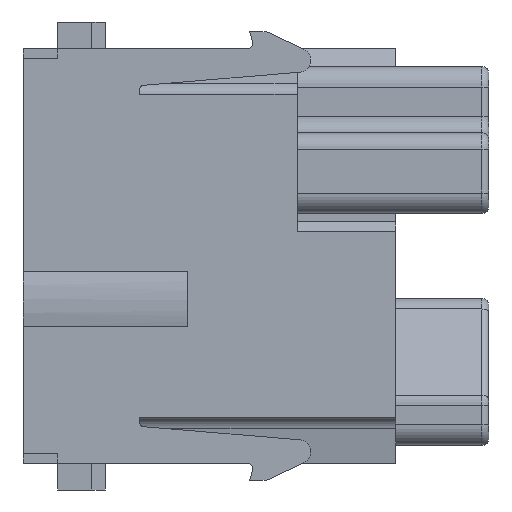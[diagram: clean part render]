
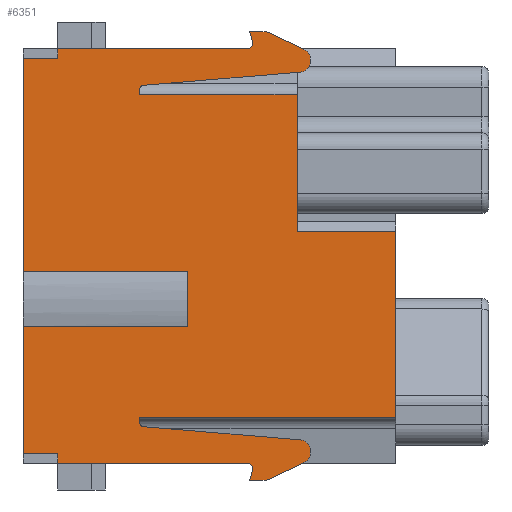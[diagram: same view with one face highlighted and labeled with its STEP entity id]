
A CAD part, left-side view. The second image highlights one B-rep face of the part: STEP entity #6351.
In plain terms, the highlighted planar face has unit normal (-1, 0, 0).
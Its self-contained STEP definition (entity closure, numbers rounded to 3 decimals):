
#160=DIRECTION('',(0.,0.,-1.));
#161=VECTOR('',#160,9.3);
#162=CARTESIAN_POINT('',(-14.65,0.,-5.15));
#163=LINE('',#162,#161);
#225=DIRECTION('',(0.,0.,-1.));
#226=VECTOR('',#225,15.6);
#227=CARTESIAN_POINT('',(-14.65,0.,14.45));
#228=LINE('',#227,#226);
#919=DIRECTION('',(0.,0.,1.));
#920=VECTOR('',#919,13.6);
#921=CARTESIAN_POINT('',(-14.65,-27.2,-11.8));
#922=LINE('',#921,#920);
#1417=DIRECTION('',(0.,-1.,0.));
#1418=VECTOR('',#1417,13.85);
#1419=CARTESIAN_POINT('',(-14.65,-2.5,15.15));
#1420=LINE('',#1419,#1418);
#1510=DIRECTION('',(0.,0.,1.));
#1511=VECTOR('',#1510,10.);
#1512=CARTESIAN_POINT('',(-14.65,-20.,1.8));
#1513=LINE('',#1512,#1511);
#1514=DIRECTION('',(0.,1.,0.));
#1515=VECTOR('',#1514,7.2);
#1516=CARTESIAN_POINT('',(-14.65,-27.2,1.8));
#1517=LINE('',#1516,#1515);
#1518=DIRECTION('',(0.,-1.,0.));
#1519=VECTOR('',#1518,18.7);
#1520=CARTESIAN_POINT('',(-14.65,-8.5,-11.8));
#1521=LINE('',#1520,#1519);
#1522=DIRECTION('',(0.,0.,-1.));
#1523=VECTOR('',#1522,0.374);
#1524=CARTESIAN_POINT('',(-14.65,-8.5,-11.8));
#1525=LINE('',#1524,#1523);
#1526=CARTESIAN_POINT('',(-14.65,-8.8,-12.174));
#1527=DIRECTION('',(-1.,0.,0.));
#1528=DIRECTION('',(0.,1.,0.));
#1529=AXIS2_PLACEMENT_3D('',#1526,#1527,#1528);
#1531=DIRECTION('',(0.,-0.996,-0.084));
#1532=VECTOR('',#1531,11.44);
#1533=CARTESIAN_POINT('',(-14.65,-8.775,-12.473));
#1534=LINE('',#1533,#1532);
#1535=CARTESIAN_POINT('',(-14.65,-20.1,-14.317));
#1536=DIRECTION('',(1.,0.,0.));
#1537=DIRECTION('',(0.,-0.084,0.996));
#1538=AXIS2_PLACEMENT_3D('',#1535,#1536,#1537);
#1540=DIRECTION('',(0.,0.906,-0.423));
#1541=VECTOR('',#1540,3.023);
#1542=CARTESIAN_POINT('',(-14.65,-20.476,-15.123));
#1543=LINE('',#1542,#1541);
#1544=DIRECTION('',(0.,1.,0.));
#1545=VECTOR('',#1544,1.2);
#1546=CARTESIAN_POINT('',(-14.65,-17.736,-16.4));
#1547=LINE('',#1546,#1545);
#1548=DIRECTION('',(0.,-0.259,0.966));
#1549=VECTOR('',#1548,0.773);
#1550=CARTESIAN_POINT('',(-14.65,-16.536,-16.4));
#1551=LINE('',#1550,#1549);
#1552=CARTESIAN_POINT('',(-14.65,-16.35,-15.55));
#1553=DIRECTION('',(-1.,0.,0.));
#1554=DIRECTION('',(0.,-0.966,-0.259));
#1555=AXIS2_PLACEMENT_3D('',#1552,#1553,#1554);
#1557=DIRECTION('',(0.,0.,-1.));
#1558=VECTOR('',#1557,0.7);
#1559=CARTESIAN_POINT('',(-14.65,-2.5,-14.45));
#1560=LINE('',#1559,#1558);
#1561=DIRECTION('',(0.,-1.,0.));
#1562=VECTOR('',#1561,2.5);
#1563=CARTESIAN_POINT('',(-14.65,0.,-14.45));
#1564=LINE('',#1563,#1562);
#1565=DIRECTION('',(0.,-1.,0.));
#1566=VECTOR('',#1565,12.);
#1567=CARTESIAN_POINT('',(-14.65,0.,-5.15));
#1568=LINE('',#1567,#1566);
#1569=DIRECTION('',(0.,0.,1.));
#1570=VECTOR('',#1569,4.);
#1571=CARTESIAN_POINT('',(-14.65,-12.,-5.15));
#1572=LINE('',#1571,#1570);
#1573=DIRECTION('',(0.,-1.,0.));
#1574=VECTOR('',#1573,12.);
#1575=CARTESIAN_POINT('',(-14.65,0.,-1.15));
#1576=LINE('',#1575,#1574);
#1577=DIRECTION('',(0.,-1.,0.));
#1578=VECTOR('',#1577,2.5);
#1579=CARTESIAN_POINT('',(-14.65,0.,14.45));
#1580=LINE('',#1579,#1578);
#1581=DIRECTION('',(0.,0.,-1.));
#1582=VECTOR('',#1581,0.7);
#1583=CARTESIAN_POINT('',(-14.65,-2.5,15.15));
#1584=LINE('',#1583,#1582);
#1585=CARTESIAN_POINT('',(-14.65,-16.35,15.55));
#1586=DIRECTION('',(-1.,0.,0.));
#1587=DIRECTION('',(0.,0.,-1.));
#1588=AXIS2_PLACEMENT_3D('',#1585,#1586,#1587);
#1590=DIRECTION('',(0.,0.259,0.966));
#1591=VECTOR('',#1590,0.773);
#1592=CARTESIAN_POINT('',(-14.65,-16.736,15.654));
#1593=LINE('',#1592,#1591);
#1594=DIRECTION('',(0.,-1.,0.));
#1595=VECTOR('',#1594,1.2);
#1596=CARTESIAN_POINT('',(-14.65,-16.536,16.4));
#1597=LINE('',#1596,#1595);
#1598=DIRECTION('',(0.,-0.906,-0.423));
#1599=VECTOR('',#1598,3.023);
#1600=CARTESIAN_POINT('',(-14.65,-17.736,16.4));
#1601=LINE('',#1600,#1599);
#1602=CARTESIAN_POINT('',(-14.65,-20.1,14.317));
#1603=DIRECTION('',(1.,0.,0.));
#1604=DIRECTION('',(0.,-0.423,0.906));
#1605=AXIS2_PLACEMENT_3D('',#1602,#1603,#1604);
#1607=DIRECTION('',(0.,0.996,-0.084));
#1608=VECTOR('',#1607,11.44);
#1609=CARTESIAN_POINT('',(-14.65,-20.174,13.43));
#1610=LINE('',#1609,#1608);
#1611=CARTESIAN_POINT('',(-14.65,-8.8,12.174));
#1612=DIRECTION('',(-1.,0.,0.));
#1613=DIRECTION('',(0.,0.084,0.996));
#1614=AXIS2_PLACEMENT_3D('',#1611,#1612,#1613);
#1616=DIRECTION('',(0.,0.,-1.));
#1617=VECTOR('',#1616,0.374);
#1618=CARTESIAN_POINT('',(-14.65,-8.5,12.174));
#1619=LINE('',#1618,#1617);
#1620=DIRECTION('',(0.,-1.,0.));
#1621=VECTOR('',#1620,11.5);
#1622=CARTESIAN_POINT('',(-14.65,-8.5,11.8));
#1623=LINE('',#1622,#1621);
#1716=DIRECTION('',(0.,1.,0.));
#1717=VECTOR('',#1716,13.85);
#1718=CARTESIAN_POINT('',(-14.65,-16.35,-15.15));
#1719=LINE('',#1718,#1717);
#3904=CARTESIAN_POINT('',(-14.65,-12.,-5.15));
#3905=CARTESIAN_POINT('',(-14.65,-12.,-1.15));
#3906=VERTEX_POINT('',#3904);
#3907=VERTEX_POINT('',#3905);
#3908=CARTESIAN_POINT('',(-14.65,0.,-1.15));
#3909=VERTEX_POINT('',#3908);
#3910=CARTESIAN_POINT('',(-14.65,0.,-5.15));
#3911=VERTEX_POINT('',#3910);
#3942=CARTESIAN_POINT('',(-14.65,0.,14.45));
#3944=VERTEX_POINT('',#3942);
#3960=CARTESIAN_POINT('',(-14.65,0.,-14.45));
#3962=VERTEX_POINT('',#3960);
#3968=CARTESIAN_POINT('',(-14.65,-2.5,15.15));
#3969=CARTESIAN_POINT('',(-14.65,-2.5,14.45));
#3970=VERTEX_POINT('',#3968);
#3971=VERTEX_POINT('',#3969);
#3972=CARTESIAN_POINT('',(-14.65,-2.5,-14.45));
#3973=CARTESIAN_POINT('',(-14.65,-2.5,-15.15));
#3974=VERTEX_POINT('',#3972);
#3975=VERTEX_POINT('',#3973);
#4218=CARTESIAN_POINT('',(-14.65,-8.5,-11.8));
#4219=CARTESIAN_POINT('',(-14.65,-27.2,-11.8));
#4220=VERTEX_POINT('',#4218);
#4221=VERTEX_POINT('',#4219);
#4242=CARTESIAN_POINT('',(-14.65,-8.5,11.8));
#4243=VERTEX_POINT('',#4242);
#4246=CARTESIAN_POINT('',(-14.65,-16.35,15.15));
#4247=CARTESIAN_POINT('',(-14.65,-16.736,15.654));
#4248=VERTEX_POINT('',#4246);
#4249=VERTEX_POINT('',#4247);
#4250=CARTESIAN_POINT('',(-14.65,-16.536,16.4));
#4251=VERTEX_POINT('',#4250);
#4252=CARTESIAN_POINT('',(-14.65,-17.736,16.4));
#4253=VERTEX_POINT('',#4252);
#4254=CARTESIAN_POINT('',(-14.65,-20.476,15.123));
#4255=VERTEX_POINT('',#4254);
#4256=CARTESIAN_POINT('',(-14.65,-20.174,13.43));
#4257=VERTEX_POINT('',#4256);
#4258=CARTESIAN_POINT('',(-14.65,-8.775,12.473));
#4259=VERTEX_POINT('',#4258);
#4278=CARTESIAN_POINT('',(-14.65,-8.5,12.174));
#4279=VERTEX_POINT('',#4278);
#4280=CARTESIAN_POINT('',(-14.65,-8.775,-12.473));
#4281=CARTESIAN_POINT('',(-14.65,-20.174,-13.43));
#4282=VERTEX_POINT('',#4280);
#4283=VERTEX_POINT('',#4281);
#4284=CARTESIAN_POINT('',(-14.65,-20.476,-15.123));
#4285=VERTEX_POINT('',#4284);
#4286=CARTESIAN_POINT('',(-14.65,-17.736,-16.4));
#4287=VERTEX_POINT('',#4286);
#4288=CARTESIAN_POINT('',(-14.65,-16.536,-16.4));
#4289=VERTEX_POINT('',#4288);
#4290=CARTESIAN_POINT('',(-14.65,-16.736,-15.654));
#4291=VERTEX_POINT('',#4290);
#4292=CARTESIAN_POINT('',(-14.65,-16.35,-15.15));
#4293=VERTEX_POINT('',#4292);
#4312=CARTESIAN_POINT('',(-14.65,-8.5,-12.174));
#4313=VERTEX_POINT('',#4312);
#4404=CARTESIAN_POINT('',(-14.65,-20.,1.8));
#4405=CARTESIAN_POINT('',(-14.65,-20.,11.8));
#4406=VERTEX_POINT('',#4404);
#4407=VERTEX_POINT('',#4405);
#4408=CARTESIAN_POINT('',(-14.65,-27.2,1.8));
#4409=VERTEX_POINT('',#4408);
#6286=CARTESIAN_POINT('',(-14.65,0.,15.15));
#6287=DIRECTION('',(1.,0.,0.));
#6288=DIRECTION('',(0.,0.,-1.));
#6289=AXIS2_PLACEMENT_3D('',#6286,#6287,#6288);
#6290=PLANE('',#6289);
#6291=ORIENTED_EDGE('',*,*,#6084,.F.);
#6293=ORIENTED_EDGE('',*,*,#6292,.F.);
#6294=ORIENTED_EDGE('',*,*,#5846,.F.);
#6296=ORIENTED_EDGE('',*,*,#6295,.F.);
#6298=ORIENTED_EDGE('',*,*,#6297,.T.);
#6300=ORIENTED_EDGE('',*,*,#6299,.T.);
#6302=ORIENTED_EDGE('',*,*,#6301,.T.);
#6304=ORIENTED_EDGE('',*,*,#6303,.T.);
#6306=ORIENTED_EDGE('',*,*,#6305,.T.);
#6308=ORIENTED_EDGE('',*,*,#6307,.T.);
#6310=ORIENTED_EDGE('',*,*,#6309,.T.);
#6312=ORIENTED_EDGE('',*,*,#6311,.T.);
#6314=ORIENTED_EDGE('',*,*,#6313,.T.);
#6316=ORIENTED_EDGE('',*,*,#6315,.F.);
#6318=ORIENTED_EDGE('',*,*,#6317,.F.);
#6319=ORIENTED_EDGE('',*,*,#5058,.F.);
#6321=ORIENTED_EDGE('',*,*,#6320,.T.);
#6323=ORIENTED_EDGE('',*,*,#6322,.T.);
#6325=ORIENTED_EDGE('',*,*,#6324,.F.);
#6326=ORIENTED_EDGE('',*,*,#5090,.F.);
#6328=ORIENTED_EDGE('',*,*,#6327,.T.);
#6330=ORIENTED_EDGE('',*,*,#6329,.F.);
#6331=ORIENTED_EDGE('',*,*,#6194,.T.);
#6333=ORIENTED_EDGE('',*,*,#6332,.T.);
#6335=ORIENTED_EDGE('',*,*,#6334,.T.);
#6337=ORIENTED_EDGE('',*,*,#6336,.T.);
#6339=ORIENTED_EDGE('',*,*,#6338,.T.);
#6341=ORIENTED_EDGE('',*,*,#6340,.T.);
#6343=ORIENTED_EDGE('',*,*,#6342,.T.);
#6345=ORIENTED_EDGE('',*,*,#6344,.T.);
#6347=ORIENTED_EDGE('',*,*,#6346,.T.);
#6348=ORIENTED_EDGE('',*,*,#6278,.T.);
#6349=EDGE_LOOP('',(#6291,#6293,#6294,#6296,#6298,#6300,#6302,#6304,#6306,#6308,
#6310,#6312,#6314,#6316,#6318,#6319,#6321,#6323,#6325,#6326,#6328,#6330,#6331,
#6333,#6335,#6337,#6339,#6341,#6343,#6345,#6347,#6348));
#6350=FACE_OUTER_BOUND('',#6349,.F.);
#6351=ADVANCED_FACE('',(#6350),#6290,.F.);
#1530=CIRCLE('',#1529,0.3);
#1539=CIRCLE('',#1538,0.889);
#1556=CIRCLE('',#1555,0.4);
#1589=CIRCLE('',#1588,0.4);
#1606=CIRCLE('',#1605,0.889);
#1615=CIRCLE('',#1614,0.3);
#5058=EDGE_CURVE('',#3911,#3962,#163,.T.);
#5090=EDGE_CURVE('',#3944,#3909,#228,.T.);
#5846=EDGE_CURVE('',#4221,#4409,#922,.T.);
#6084=EDGE_CURVE('',#4406,#4407,#1513,.T.);
#6194=EDGE_CURVE('',#3970,#4248,#1420,.T.);
#6278=EDGE_CURVE('',#4243,#4407,#1623,.T.);
#6292=EDGE_CURVE('',#4409,#4406,#1517,.T.);
#6295=EDGE_CURVE('',#4220,#4221,#1521,.T.);
#6297=EDGE_CURVE('',#4220,#4313,#1525,.T.);
#6299=EDGE_CURVE('',#4313,#4282,#1530,.T.);
#6301=EDGE_CURVE('',#4282,#4283,#1534,.T.);
#6303=EDGE_CURVE('',#4283,#4285,#1539,.T.);
#6305=EDGE_CURVE('',#4285,#4287,#1543,.T.);
#6307=EDGE_CURVE('',#4287,#4289,#1547,.T.);
#6309=EDGE_CURVE('',#4289,#4291,#1551,.T.);
#6311=EDGE_CURVE('',#4291,#4293,#1556,.T.);
#6313=EDGE_CURVE('',#4293,#3975,#1719,.T.);
#6315=EDGE_CURVE('',#3974,#3975,#1560,.T.);
#6317=EDGE_CURVE('',#3962,#3974,#1564,.T.);
#6320=EDGE_CURVE('',#3911,#3906,#1568,.T.);
#6322=EDGE_CURVE('',#3906,#3907,#1572,.T.);
#6324=EDGE_CURVE('',#3909,#3907,#1576,.T.);
#6327=EDGE_CURVE('',#3944,#3971,#1580,.T.);
#6329=EDGE_CURVE('',#3970,#3971,#1584,.T.);
#6332=EDGE_CURVE('',#4248,#4249,#1589,.T.);
#6334=EDGE_CURVE('',#4249,#4251,#1593,.T.);
#6336=EDGE_CURVE('',#4251,#4253,#1597,.T.);
#6338=EDGE_CURVE('',#4253,#4255,#1601,.T.);
#6340=EDGE_CURVE('',#4255,#4257,#1606,.T.);
#6342=EDGE_CURVE('',#4257,#4259,#1610,.T.);
#6344=EDGE_CURVE('',#4259,#4279,#1615,.T.);
#6346=EDGE_CURVE('',#4279,#4243,#1619,.T.);
